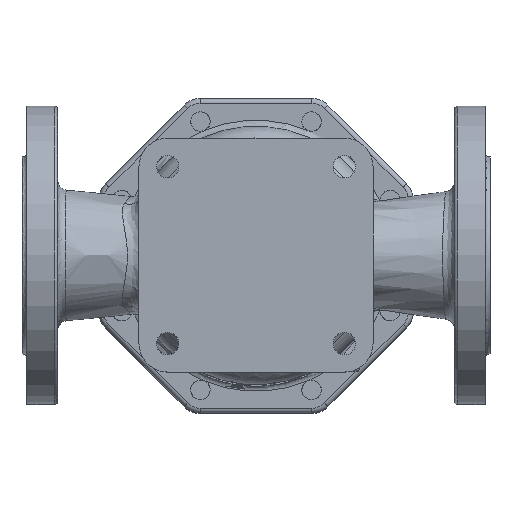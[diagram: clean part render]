
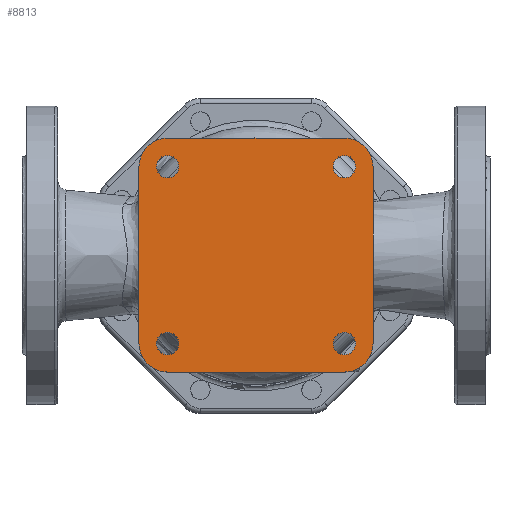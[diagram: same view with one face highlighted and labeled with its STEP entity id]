
A CAD part, top view. The second image highlights one B-rep face of the part: STEP entity #8813.
In plain terms, the highlighted planar face has unit normal (0, 0, 1).
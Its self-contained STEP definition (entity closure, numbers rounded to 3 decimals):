
#893=LINE('',#20723,#1401);
#897=LINE('',#20732,#1405);
#902=LINE('',#20773,#1410);
#903=LINE('',#20775,#1411);
#1401=VECTOR('',#12070,109.602);
#1405=VECTOR('',#12080,109.602);
#1410=VECTOR('',#12131,109.602);
#1411=VECTOR('',#12134,109.602);
#1632=PLANE('',#9757);
#1842=FACE_BOUND('',#3141,.T.);
#1843=FACE_BOUND('',#3142,.T.);
#1844=FACE_BOUND('',#3143,.T.);
#1845=FACE_BOUND('',#3144,.T.);
#2386=FACE_OUTER_BOUND('',#3140,.T.);
#3140=EDGE_LOOP('',(#8073,#8074,#8075,#8076,#8077,#8078,#8079,#8080));
#3141=EDGE_LOOP('',(#8081));
#3142=EDGE_LOOP('',(#8082));
#3143=EDGE_LOOP('',(#8083));
#3144=EDGE_LOOP('',(#8084));
#3638=CIRCLE('',#9731,17.699);
#3639=CIRCLE('',#9734,17.699);
#3645=CIRCLE('',#9744,6.918);
#3646=CIRCLE('',#9746,6.918);
#3647=CIRCLE('',#9748,6.918);
#3648=CIRCLE('',#9750,6.918);
#3649=CIRCLE('',#9752,17.699);
#3650=CIRCLE('',#9754,17.699);
#4443=VERTEX_POINT('',#20720);
#4444=VERTEX_POINT('',#20722);
#4445=VERTEX_POINT('',#20726);
#4446=VERTEX_POINT('',#20730);
#4447=VERTEX_POINT('',#20734);
#4453=VERTEX_POINT('',#20751);
#4454=VERTEX_POINT('',#20754);
#4455=VERTEX_POINT('',#20757);
#4456=VERTEX_POINT('',#20760);
#4457=VERTEX_POINT('',#20763);
#4458=VERTEX_POINT('',#20767);
#4459=VERTEX_POINT('',#20769);
#5648=EDGE_CURVE('',#4444,#4443,#893,.T.);
#5651=EDGE_CURVE('',#4443,#4445,#3638,.T.);
#5653=EDGE_CURVE('',#4445,#4446,#897,.T.);
#5655=EDGE_CURVE('',#4446,#4447,#3639,.T.);
#5661=EDGE_CURVE('',#4453,#4453,#3645,.T.);
#5662=EDGE_CURVE('',#4454,#4454,#3646,.T.);
#5663=EDGE_CURVE('',#4455,#4455,#3647,.T.);
#5664=EDGE_CURVE('',#4456,#4456,#3648,.T.);
#5665=EDGE_CURVE('',#4457,#4444,#3649,.T.);
#5668=EDGE_CURVE('',#4459,#4458,#3650,.T.);
#5670=EDGE_CURVE('',#4447,#4459,#902,.T.);
#5671=EDGE_CURVE('',#4458,#4457,#903,.T.);
#8073=ORIENTED_EDGE('',*,*,#5651,.T.);
#8074=ORIENTED_EDGE('',*,*,#5653,.T.);
#8075=ORIENTED_EDGE('',*,*,#5655,.T.);
#8076=ORIENTED_EDGE('',*,*,#5670,.T.);
#8077=ORIENTED_EDGE('',*,*,#5668,.T.);
#8078=ORIENTED_EDGE('',*,*,#5671,.T.);
#8079=ORIENTED_EDGE('',*,*,#5665,.T.);
#8080=ORIENTED_EDGE('',*,*,#5648,.T.);
#8081=ORIENTED_EDGE('',*,*,#5661,.T.);
#8082=ORIENTED_EDGE('',*,*,#5662,.T.);
#8083=ORIENTED_EDGE('',*,*,#5663,.T.);
#8084=ORIENTED_EDGE('',*,*,#5664,.T.);
#8813=ADVANCED_FACE('',(#2386,#1842,#1843,#1844,#1845),#1632,.F.);
#9731=AXIS2_PLACEMENT_3D('',#20728,#12075,#12076);
#9734=AXIS2_PLACEMENT_3D('',#20736,#12084,#12085);
#9744=AXIS2_PLACEMENT_3D('',#20752,#12104,#12105);
#9746=AXIS2_PLACEMENT_3D('',#20755,#12108,#12109);
#9748=AXIS2_PLACEMENT_3D('',#20758,#12112,#12113);
#9750=AXIS2_PLACEMENT_3D('',#20761,#12116,#12117);
#9752=AXIS2_PLACEMENT_3D('',#20764,#12120,#12121);
#9754=AXIS2_PLACEMENT_3D('',#20770,#12126,#12127);
#9757=AXIS2_PLACEMENT_3D('',#20776,#12135,#12136);
#12070=DIRECTION('',(-1.,0.,0.));
#12075=DIRECTION('center_axis',(0.,0.,
1.));
#12076=DIRECTION('ref_axis',(0.,1.,0.));
#12080=DIRECTION('',(0.,-1.,0.));
#12084=DIRECTION('center_axis',(0.,0.,
1.));
#12085=DIRECTION('ref_axis',(-1.,0.,0.));
#12104=DIRECTION('center_axis',(0.,0.,
-1.));
#12105=DIRECTION('ref_axis',(0.,-1.,0.));
#12108=DIRECTION('center_axis',(0.,0.,
-1.));
#12109=DIRECTION('ref_axis',(-1.,0.,0.));
#12112=DIRECTION('center_axis',(0.,0.,
-1.));
#12113=DIRECTION('ref_axis',(0.,1.,0.));
#12116=DIRECTION('center_axis',(0.,0.,
-1.));
#12117=DIRECTION('ref_axis',(1.,0.,0.));
#12120=DIRECTION('center_axis',(0.,0.,
1.));
#12121=DIRECTION('ref_axis',(1.,0.,0.));
#12126=DIRECTION('center_axis',(0.,0.,
1.));
#12127=DIRECTION('ref_axis',(0.,-1.,0.));
#12131=DIRECTION('',(1.,0.,0.));
#12134=DIRECTION('',(0.,1.,0.));
#12135=DIRECTION('center_axis',(0.,0.,
-1.));
#12136=DIRECTION('ref_axis',(-1.,0.,0.));
#20720=CARTESIAN_POINT('',(-54.801,72.5,108.));
#20722=CARTESIAN_POINT('',(54.801,72.5,108.));
#20723=CARTESIAN_POINT('',(72.5,72.5,108.));
#20726=CARTESIAN_POINT('',(-72.5,54.801,108.));
#20728=CARTESIAN_POINT('Origin',(-54.801,54.801,108.));
#20730=CARTESIAN_POINT('',(-72.5,-54.801,108.));
#20732=CARTESIAN_POINT('',(-72.5,72.5,108.));
#20734=CARTESIAN_POINT('',(-54.801,-72.5,108.));
#20736=CARTESIAN_POINT('Origin',(-54.801,-54.801,108.));
#20751=CARTESIAN_POINT('',(54.801,47.883,108.));
#20752=CARTESIAN_POINT('Origin',(54.801,54.801,108.));
#20754=CARTESIAN_POINT('',(47.883,-54.801,108.));
#20755=CARTESIAN_POINT('Origin',(54.801,-54.801,108.));
#20757=CARTESIAN_POINT('',(-54.801,-47.883,108.));
#20758=CARTESIAN_POINT('Origin',(-54.801,-54.801,108.));
#20760=CARTESIAN_POINT('',(-47.883,54.801,108.));
#20761=CARTESIAN_POINT('Origin',(-54.801,54.801,108.));
#20763=CARTESIAN_POINT('',(72.5,54.801,108.));
#20764=CARTESIAN_POINT('Origin',(54.801,54.801,108.));
#20767=CARTESIAN_POINT('',(72.5,-54.801,108.));
#20769=CARTESIAN_POINT('',(54.801,-72.5,108.));
#20770=CARTESIAN_POINT('Origin',(54.801,-54.801,108.));
#20773=CARTESIAN_POINT('',(-72.5,-72.5,108.));
#20775=CARTESIAN_POINT('',(72.5,-72.5,108.));
#20776=CARTESIAN_POINT('Origin',(0.,0.,108.));
